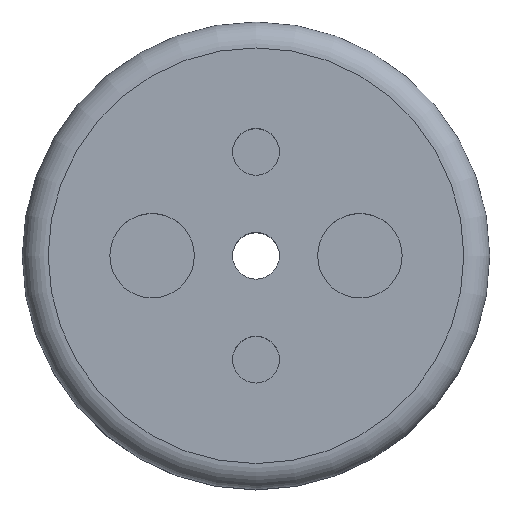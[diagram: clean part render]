
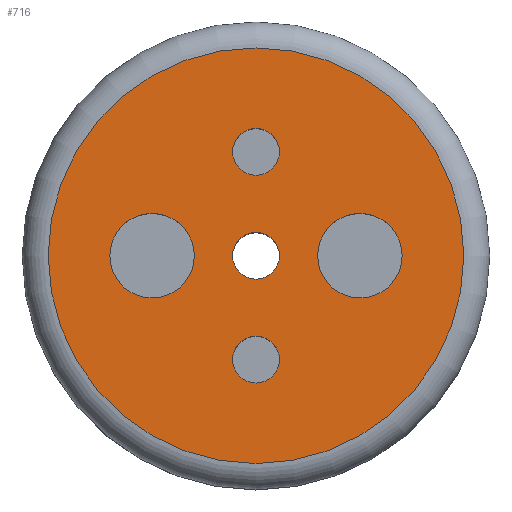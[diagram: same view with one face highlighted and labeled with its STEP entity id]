
A CAD part, top view. The second image highlights one B-rep face of the part: STEP entity #716.
In plain terms, the highlighted planar face has unit normal (0, 0, 1).
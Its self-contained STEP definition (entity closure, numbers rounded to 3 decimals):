
#636=CARTESIAN_POINT('',(-0.,-0.,6.));
#637=DIRECTION('',(0.,-0.,1.));
#638=DIRECTION('',(1.,0.,0.));
#639=AXIS2_PLACEMENT_3D('',#636,#637,#638);
#640=PLANE('',#639);
#641=CARTESIAN_POINT('',(0.,0.9,6.));
#642=VERTEX_POINT('',#641);
#643=CARTESIAN_POINT('',(0.,-0.9,6.));
#644=VERTEX_POINT('',#643);
#645=CARTESIAN_POINT('',(0.,-0.,6.));
#646=DIRECTION('',(0.,-0.,1.));
#647=DIRECTION('',(0.,-1.,-0.));
#648=AXIS2_PLACEMENT_3D('',#645,#646,#647);
#649=CIRCLE('',#648,0.9);
#650=EDGE_CURVE('',#642,#644,#649,.T.);
#651=ORIENTED_EDGE('',*,*,#650,.F.);
#652=CARTESIAN_POINT('',(0.,-0.,6.));
#653=DIRECTION('',(0.,-0.,1.));
#654=DIRECTION('',(0.,-1.,-0.));
#655=AXIS2_PLACEMENT_3D('',#652,#653,#654);
#656=CIRCLE('',#655,0.9);
#657=EDGE_CURVE('',#644,#642,#656,.T.);
#658=ORIENTED_EDGE('',*,*,#657,.F.);
#659=EDGE_LOOP('',(#651,#658));
#660=FACE_BOUND('',#659,.T.);
#661=CARTESIAN_POINT('',(4.,-1.625,6.));
#662=VERTEX_POINT('',#661);
#663=CARTESIAN_POINT('',(4.,-0.,6.));
#664=DIRECTION('',(0.,-0.,1.));
#665=DIRECTION('',(0.,-1.,-0.));
#666=AXIS2_PLACEMENT_3D('',#663,#664,#665);
#667=CIRCLE('',#666,1.625);
#668=EDGE_CURVE('',#662,#662,#667,.T.);
#669=ORIENTED_EDGE('',*,*,#668,.F.);
#670=EDGE_LOOP('',(#669));
#671=FACE_BOUND('',#670,.T.);
#672=CARTESIAN_POINT('',(-4.,-1.625,6.));
#673=VERTEX_POINT('',#672);
#674=CARTESIAN_POINT('',(-4.,-0.,6.));
#675=DIRECTION('',(0.,-0.,1.));
#676=DIRECTION('',(0.,-1.,-0.));
#677=AXIS2_PLACEMENT_3D('',#674,#675,#676);
#678=CIRCLE('',#677,1.625);
#679=EDGE_CURVE('',#673,#673,#678,.T.);
#680=ORIENTED_EDGE('',*,*,#679,.F.);
#681=EDGE_LOOP('',(#680));
#682=FACE_BOUND('',#681,.T.);
#683=CARTESIAN_POINT('',(-0.,3.1,6.));
#684=VERTEX_POINT('',#683);
#685=CARTESIAN_POINT('',(-0.,4.,6.));
#686=DIRECTION('',(0.,-0.,1.));
#687=DIRECTION('',(0.,-1.,-0.));
#688=AXIS2_PLACEMENT_3D('',#685,#686,#687);
#689=CIRCLE('',#688,0.9);
#690=EDGE_CURVE('',#684,#684,#689,.T.);
#691=ORIENTED_EDGE('',*,*,#690,.F.);
#692=EDGE_LOOP('',(#691));
#693=FACE_BOUND('',#692,.T.);
#694=CARTESIAN_POINT('',(-0.,-4.9,6.));
#695=VERTEX_POINT('',#694);
#696=CARTESIAN_POINT('',(-0.,-4.,6.));
#697=DIRECTION('',(0.,-0.,1.));
#698=DIRECTION('',(0.,-1.,-0.));
#699=AXIS2_PLACEMENT_3D('',#696,#697,#698);
#700=CIRCLE('',#699,0.9);
#701=EDGE_CURVE('',#695,#695,#700,.T.);
#702=ORIENTED_EDGE('',*,*,#701,.F.);
#703=EDGE_LOOP('',(#702));
#704=FACE_BOUND('',#703,.T.);
#705=CARTESIAN_POINT('',(-8.,-0.,6.));
#706=VERTEX_POINT('',#705);
#707=CARTESIAN_POINT('',(-0.,-0.,6.));
#708=DIRECTION('',(-0.,-0.,1.));
#709=DIRECTION('',(-1.,0.,0.));
#710=AXIS2_PLACEMENT_3D('',#707,#708,#709);
#711=CIRCLE('',#710,8.);
#712=EDGE_CURVE('',#706,#706,#711,.T.);
#713=ORIENTED_EDGE('',*,*,#712,.T.);
#714=EDGE_LOOP('',(#713));
#715=FACE_BOUND('',#714,.T.);
#716=ADVANCED_FACE('',(#660,#671,#682,#693,#704,#715),#640,.T.);
